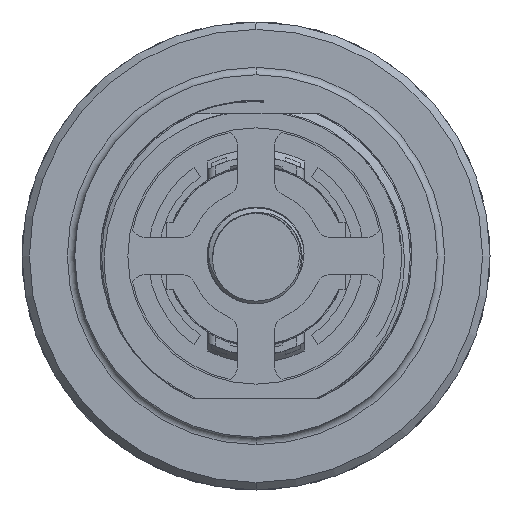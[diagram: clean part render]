
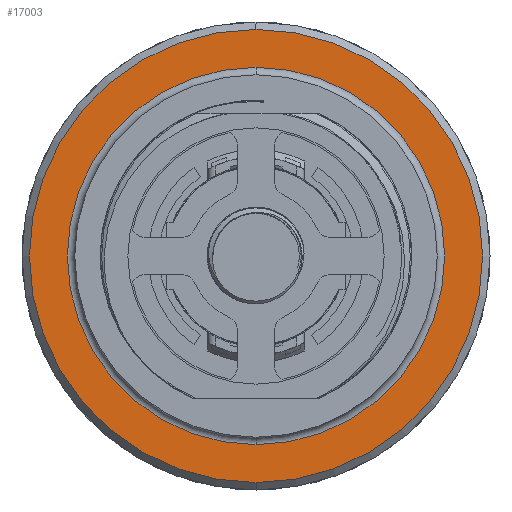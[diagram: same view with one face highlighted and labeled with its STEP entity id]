
A CAD part, front view. The second image highlights one B-rep face of the part: STEP entity #17003.
In plain terms, the highlighted planar face has unit normal (0, -1, 0).
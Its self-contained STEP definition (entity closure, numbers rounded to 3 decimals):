
#181=CARTESIAN_POINT('',(0.,32.95,0.));
#182=DIRECTION('',(0.,-1.,0.));
#183=DIRECTION('',(0.,0.,1.));
#184=AXIS2_PLACEMENT_3D('',#181,#182,#183);
#186=CARTESIAN_POINT('',(0.,32.95,0.));
#187=DIRECTION('',(0.,-1.,0.));
#188=DIRECTION('',(0.,0.,-1.));
#189=AXIS2_PLACEMENT_3D('',#186,#187,#188);
#191=CARTESIAN_POINT('',(0.,32.95,0.));
#192=DIRECTION('',(0.,1.,0.));
#193=DIRECTION('',(0.,0.,-1.));
#194=AXIS2_PLACEMENT_3D('',#191,#192,#193);
#196=CARTESIAN_POINT('',(0.,32.95,0.));
#197=DIRECTION('',(0.,1.,0.));
#198=DIRECTION('',(0.,0.,1.));
#199=AXIS2_PLACEMENT_3D('',#196,#197,#198);
#14884=CARTESIAN_POINT('',(0.,32.95,25.4));
#14885=CARTESIAN_POINT('',(0.,32.95,-25.4));
#14886=VERTEX_POINT('',#14884);
#14887=VERTEX_POINT('',#14885);
#14925=CARTESIAN_POINT('',(0.,32.95,30.5));
#14926=VERTEX_POINT('',#14925);
#14998=CARTESIAN_POINT('',(0.,32.95,-30.5));
#14999=VERTEX_POINT('',#14998);
#16988=CARTESIAN_POINT('',(0.,32.95,0.));
#16989=DIRECTION('',(0.,-1.,0.));
#16990=DIRECTION('',(0.,0.,-1.));
#16991=AXIS2_PLACEMENT_3D('',#16988,#16989,#16990);
#16992=PLANE('',#16991);
#16994=ORIENTED_EDGE('',*,*,#16993,.F.);
#16996=ORIENTED_EDGE('',*,*,#16995,.F.);
#16997=EDGE_LOOP('',(#16994,#16996));
#16998=FACE_OUTER_BOUND('',#16997,.F.);
#16999=ORIENTED_EDGE('',*,*,#16956,.F.);
#17000=ORIENTED_EDGE('',*,*,#16933,.F.);
#17001=EDGE_LOOP('',(#16999,#17000));
#17002=FACE_BOUND('',#17001,.F.);
#17003=ADVANCED_FACE('',(#16998,#17002),#16992,.T.);
#185=CIRCLE('',#184,30.5);
#190=CIRCLE('',#189,30.5);
#195=CIRCLE('',#194,25.4);
#200=CIRCLE('',#199,25.4);
#16933=EDGE_CURVE('',#14886,#14887,#200,.T.);
#16956=EDGE_CURVE('',#14887,#14886,#195,.T.);
#16993=EDGE_CURVE('',#14926,#14999,#185,.T.);
#16995=EDGE_CURVE('',#14999,#14926,#190,.T.);
